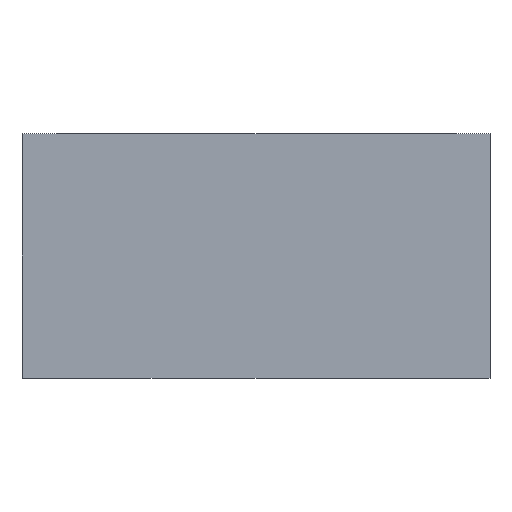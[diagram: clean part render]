
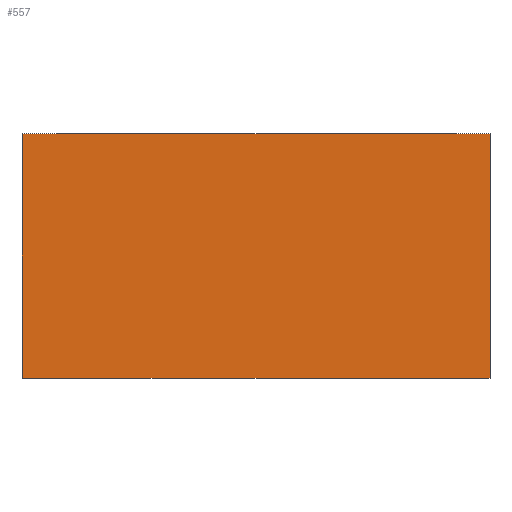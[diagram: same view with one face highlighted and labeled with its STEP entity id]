
A CAD part, left-side view. The second image highlights one B-rep face of the part: STEP entity #557.
In plain terms, the highlighted planar face has unit normal (-1, 0, 0).
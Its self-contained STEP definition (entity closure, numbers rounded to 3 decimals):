
#145 = VERTEX_POINT('',#146);
#146 = CARTESIAN_POINT('',(-105.,33.5,40.));
#152 = EDGE_CURVE('',#153,#145,#155,.T.);
#153 = VERTEX_POINT('',#154);
#154 = CARTESIAN_POINT('',(-105.,-33.5,40.));
#155 = LINE('',#156,#157);
#156 = CARTESIAN_POINT('',(-105.,-33.5,40.));
#157 = VECTOR('',#158,1.);
#158 = DIRECTION('',(0.,1.,0.));
#354 = VERTEX_POINT('',#355);
#355 = CARTESIAN_POINT('',(-105.,-33.5,75.));
#361 = EDGE_CURVE('',#354,#362,#364,.T.);
#362 = VERTEX_POINT('',#363);
#363 = CARTESIAN_POINT('',(-105.,33.5,75.));
#364 = LINE('',#365,#366);
#365 = CARTESIAN_POINT('',(-105.,-33.5,75.));
#366 = VECTOR('',#367,1.);
#367 = DIRECTION('',(0.,1.,0.));
#528 = EDGE_CURVE('',#153,#354,#529,.T.);
#529 = LINE('',#530,#531);
#530 = CARTESIAN_POINT('',(-105.,-33.5,45.));
#531 = VECTOR('',#532,1.);
#532 = DIRECTION('',(0.,0.,1.));
#543 = EDGE_CURVE('',#145,#362,#544,.T.);
#544 = LINE('',#545,#546);
#545 = CARTESIAN_POINT('',(-105.,33.5,40.));
#546 = VECTOR('',#547,1.);
#547 = DIRECTION('',(0.,0.,1.));
#557 = ADVANCED_FACE('',(#558),#564,.T.);
#558 = FACE_BOUND('',#559,.T.);
#559 = EDGE_LOOP('',(#560,#561,#562,#563));
#560 = ORIENTED_EDGE('',*,*,#528,.T.);
#561 = ORIENTED_EDGE('',*,*,#361,.T.);
#562 = ORIENTED_EDGE('',*,*,#543,.F.);
#563 = ORIENTED_EDGE('',*,*,#152,.F.);
#564 = PLANE('',#565);
#565 = AXIS2_PLACEMENT_3D('',#566,#567,#568);
#566 = CARTESIAN_POINT('',(-105.,0.,57.5));
#567 = DIRECTION('',(-1.,0.,0.));
#568 = DIRECTION('',(0.,-1.,0.));
